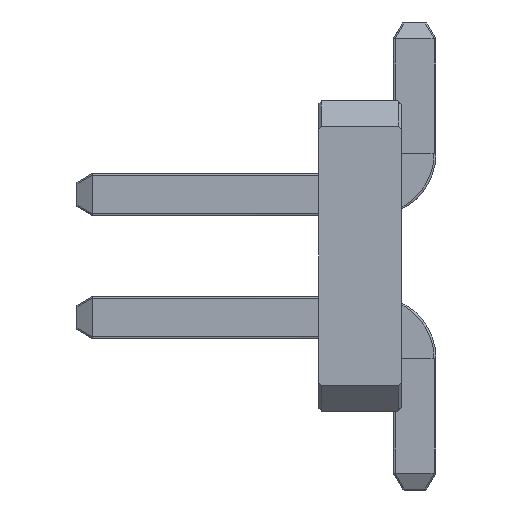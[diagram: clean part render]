
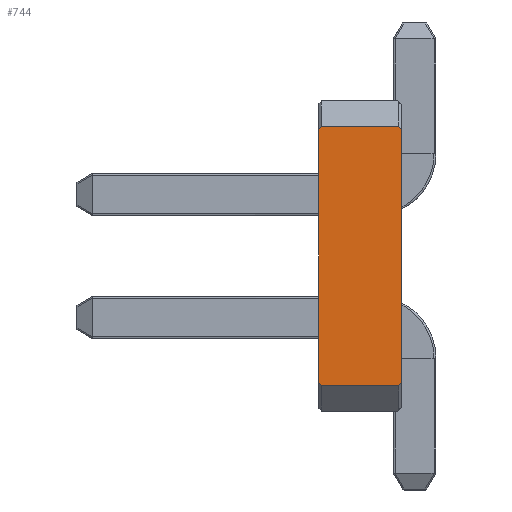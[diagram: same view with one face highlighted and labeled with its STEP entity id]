
A CAD part, left-side view. The second image highlights one B-rep face of the part: STEP entity #744.
In plain terms, the highlighted planar face has unit normal (-1, 0, 0).
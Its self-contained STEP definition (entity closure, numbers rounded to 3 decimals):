
#11 = CARTESIAN_POINT ( 'NONE',  ( -0.635, 0., 1.305 ) ) ;
#16 = CARTESIAN_POINT ( 'NONE',  ( -0.635, 0.85, 1.305 ) ) ;
#26 = EDGE_CURVE ( 'NONE', #2587, #672, #474, .T. ) ;
#42 = CARTESIAN_POINT ( 'NONE',  ( -0.635, 0., -1.34 ) ) ;
#58 = LINE ( 'NONE', #3182, #1009 ) ;
#102 = LINE ( 'NONE', #889, #1815 ) ;
#131 = DIRECTION ( 'NONE',  ( 1., 0., 0. ) ) ;
#189 = FACE_OUTER_BOUND ( 'NONE', #2734, .T. ) ;
#234 = ORIENTED_EDGE ( 'NONE', *, *, #2386, .F. ) ;
#282 = VERTEX_POINT ( 'NONE', #11 ) ;
#386 = PLANE ( 'NONE',  #753 ) ;
#422 = DIRECTION ( 'NONE',  ( 0., 0., -1. ) ) ;
#474 = LINE ( 'NONE', #1762, #1839 ) ;
#489 = VECTOR ( 'NONE', #2621, 1000. ) ;
#561 = DIRECTION ( 'NONE',  ( 0., 0., 1. ) ) ;
#599 = CARTESIAN_POINT ( 'NONE',  ( -0.635, 0., -1.305 ) ) ;
#660 = EDGE_CURVE ( 'NONE', #2490, #878, #58, .T. ) ;
#672 = VERTEX_POINT ( 'NONE', #599 ) ;
#744 = ADVANCED_FACE ( 'NONE', ( #189 ), #386, .F. ) ;
#753 = AXIS2_PLACEMENT_3D ( 'NONE', #1468, #131, #422 ) ;
#809 = DIRECTION ( 'NONE',  ( 0., 0.577, -0.816 ) ) ;
#812 = LINE ( 'NONE', #42, #2716 ) ;
#878 = VERTEX_POINT ( 'NONE', #16 ) ;
#889 = CARTESIAN_POINT ( 'NONE',  ( -0.635, 1.008, -1.081 ) ) ;
#892 = ORIENTED_EDGE ( 'NONE', *, *, #2597, .T. ) ;
#933 = LINE ( 'NONE', #1965, #2689 ) ;
#942 = VERTEX_POINT ( 'NONE', #2202 ) ;
#999 = CARTESIAN_POINT ( 'NONE',  ( -0.635, 0.025, 1.34 ) ) ;
#1009 = VECTOR ( 'NONE', #809, 1000. ) ;
#1129 = DIRECTION ( 'NONE',  ( 0., -0.577, -0.816 ) ) ;
#1144 = LINE ( 'NONE', #2282, #1201 ) ;
#1201 = VECTOR ( 'NONE', #1409, 1000. ) ;
#1265 = EDGE_CURVE ( 'NONE', #672, #282, #812, .T. ) ;
#1286 = VERTEX_POINT ( 'NONE', #2132 ) ;
#1291 = ORIENTED_EDGE ( 'NONE', *, *, #660, .T. ) ;
#1329 = LINE ( 'NONE', #2639, #489 ) ;
#1409 = DIRECTION ( 'NONE',  ( 0., -1., 0. ) ) ;
#1468 = CARTESIAN_POINT ( 'NONE',  ( -0.635, 0.85, -1.34 ) ) ;
#1762 = CARTESIAN_POINT ( 'NONE',  ( -0.635, 0.025, -1.34 ) ) ;
#1815 = VECTOR ( 'NONE', #1129, 1000. ) ;
#1839 = VECTOR ( 'NONE', #2229, 1000. ) ;
#1965 = CARTESIAN_POINT ( 'NONE',  ( -0.635, 0.85, -1.34 ) ) ;
#2043 = CARTESIAN_POINT ( 'NONE',  ( -0.635, 0.025, -1.34 ) ) ;
#2065 = EDGE_CURVE ( 'NONE', #942, #878, #933, .T. ) ;
#2132 = CARTESIAN_POINT ( 'NONE',  ( -0.635, 0.825, -1.34 ) ) ;
#2168 = ORIENTED_EDGE ( 'NONE', *, *, #2341, .T. ) ;
#2202 = CARTESIAN_POINT ( 'NONE',  ( -0.635, 0.85, -1.305 ) ) ;
#2229 = DIRECTION ( 'NONE',  ( 0., -0.577, 0.816 ) ) ;
#2240 = CARTESIAN_POINT ( 'NONE',  ( -0.635, 0.025, 1.34 ) ) ;
#2244 = ORIENTED_EDGE ( 'NONE', *, *, #2065, .F. ) ;
#2282 = CARTESIAN_POINT ( 'NONE',  ( -0.635, 0.85, 1.34 ) ) ;
#2315 = ORIENTED_EDGE ( 'NONE', *, *, #26, .T. ) ;
#2341 = EDGE_CURVE ( 'NONE', #942, #1286, #102, .T. ) ;
#2386 = EDGE_CURVE ( 'NONE', #2490, #3238, #1144, .T. ) ;
#2490 = VERTEX_POINT ( 'NONE', #2532 ) ;
#2532 = CARTESIAN_POINT ( 'NONE',  ( -0.635, 0.825, 1.34 ) ) ;
#2587 = VERTEX_POINT ( 'NONE', #2043 ) ;
#2597 = EDGE_CURVE ( 'NONE', #282, #3238, #3073, .T. ) ;
#2621 = DIRECTION ( 'NONE',  ( 0., -1., 0. ) ) ;
#2639 = CARTESIAN_POINT ( 'NONE',  ( -0.635, 0.85, -1.34 ) ) ;
#2689 = VECTOR ( 'NONE', #2728, 1000. ) ;
#2716 = VECTOR ( 'NONE', #561, 1000. ) ;
#2728 = DIRECTION ( 'NONE',  ( 0., 0., 1. ) ) ;
#2734 = EDGE_LOOP ( 'NONE', ( #2244, #2168, #2984, #2315, #2758, #892, #234, #1291 ) ) ;
#2738 = VECTOR ( 'NONE', #2857, 1000. ) ;
#2758 = ORIENTED_EDGE ( 'NONE', *, *, #1265, .T. ) ;
#2857 = DIRECTION ( 'NONE',  ( 0., 0.577, 0.816 ) ) ;
#2984 = ORIENTED_EDGE ( 'NONE', *, *, #3116, .T. ) ;
#3073 = LINE ( 'NONE', #999, #2738 ) ;
#3116 = EDGE_CURVE ( 'NONE', #1286, #2587, #1329, .T. ) ;
#3182 = CARTESIAN_POINT ( 'NONE',  ( -0.635, 1.008, 1.081 ) ) ;
#3238 = VERTEX_POINT ( 'NONE', #2240 ) ;
